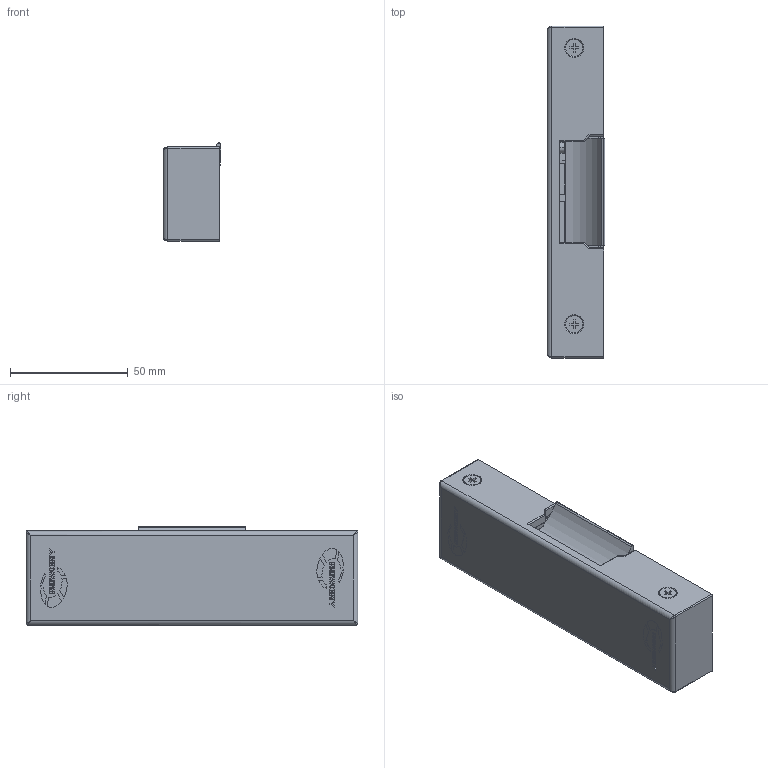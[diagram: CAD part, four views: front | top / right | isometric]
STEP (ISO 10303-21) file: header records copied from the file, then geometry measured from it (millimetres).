
FILE_DESCRIPTION (( 'STEP AP214' ), '1' );
FILE_NAME ('SEAP3_STPALL.step', '2024-06-18T08:54:08', ( '' ), ( '' ), 'SwSTEP 2.0', 'SolidWorks 2020', '' );
FILE_SCHEMA (( 'AUTOMOTIVE_DESIGN' ));
Length unit declared in the file: millimetre
Products named in the file (12): 13100; Terminal regleta rosca; SEAP3_STPALL; 10040; M4X8; 13199(Default); 20001; 12064; 18006; M3x5 Regleta; 12011 ENVIABLE; M3X5
Assembly tree (19 placements, depth 2):
  SEAP3_STPALL
    12011 ENVIABLE
    20001
    18006
    Terminal regleta rosca  x2
    M3x5 Regleta  x2
    M3X5  x4
    M4X8  x4
    13100
    10040
    13199(Default)
    12064
Bounding box: 24.57 x 141 x 41.69 mm (x, y, z)
Volume: 93432.6 mm3; surface area: 59337.8 mm2
Topology: 19 solids, 22 shells, 817 faces, 2108 edges, 1371 vertices
Faces by surface type: plane 485, cylinder 164, bspline 108, cone 44, torus 12, sphere 4
Entity records: 23601 total; most frequent: CARTESIAN_POINT 5012, ORIENTED_EDGE 3352, DIRECTION 2848, EDGE_CURVE 1676, LINE 1154, VECTOR 1154, VERTEX_POINT 1095, AXIS2_PLACEMENT_3D 847
